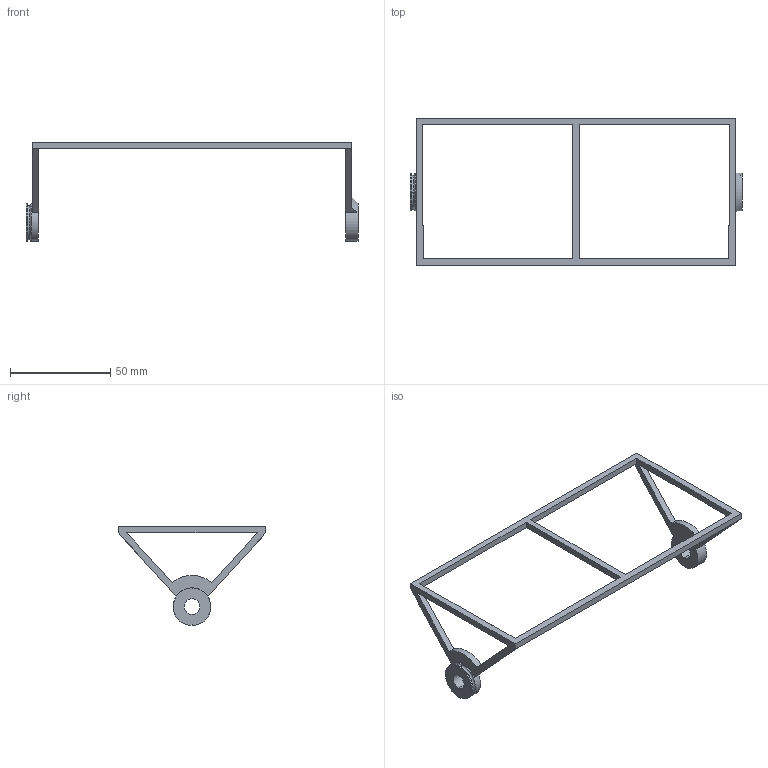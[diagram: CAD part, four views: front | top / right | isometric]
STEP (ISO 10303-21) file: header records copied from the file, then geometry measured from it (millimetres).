
FILE_DESCRIPTION (( 'STEP AP214' ), '1' );
FILE_NAME ('Portão casa impressa.STEP', '2024-09-05T14:48:00', ( '' ), ( '' ), 'SwSTEP 2.0', 'SolidWorks 2023', '' );
FILE_SCHEMA (( 'AUTOMOTIVE_DESIGN' ));
Length unit declared in the file: millimetre
Products named in the file (1): Portão casa impressa
Bounding box: 165.49 x 73.63 x 49.34 mm (x, y, z)
Volume: 10684.2 mm3; surface area: 11137.1 mm2
Topology: 1 solids, 1 shells, 48 faces, 142 edges, 92 vertices
Faces by surface type: plane 30, cylinder 12, torus 4, cone 2
Entity records: 1647 total; most frequent: CARTESIAN_POINT 289, ORIENTED_EDGE 284, DIRECTION 274, EDGE_CURVE 142, VECTOR 104, LINE 104, VERTEX_POINT 92, AXIS2_PLACEMENT_3D 85
